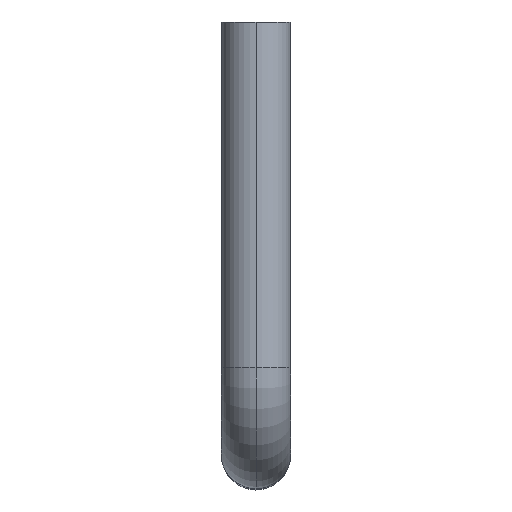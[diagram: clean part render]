
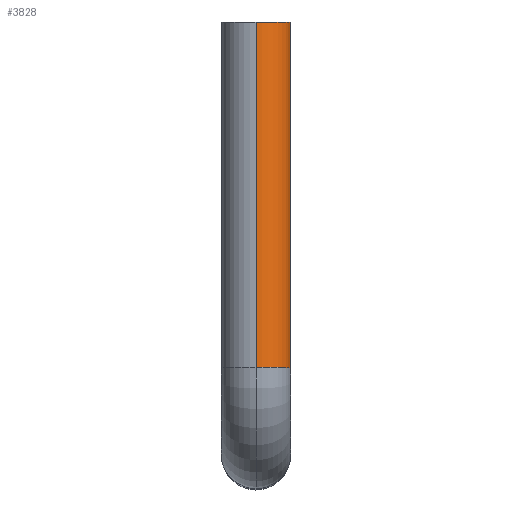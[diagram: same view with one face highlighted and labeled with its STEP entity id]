
A CAD part, top view. The second image highlights one B-rep face of the part: STEP entity #3828.
In plain terms, the highlighted cylindrical face has radius 6 mm (diameter 12 mm), a partial arc.
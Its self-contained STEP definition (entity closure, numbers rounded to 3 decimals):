
#415 = DIRECTION ( 'NONE',  ( 0., 1., 0. ) ) ;
#589 = VERTEX_POINT ( 'NONE', #4732 ) ;
#667 = AXIS2_PLACEMENT_3D ( 'NONE', #5836, #6851, #8979 ) ;
#711 = AXIS2_PLACEMENT_3D ( 'NONE', #8787, #2599, #6598 ) ;
#1291 = LINE ( 'NONE', #4419, #4154 ) ;
#2258 = LINE ( 'NONE', #13065, #12779 ) ;
#2589 = CARTESIAN_POINT ( 'NONE',  ( 0., 75., 155. ) ) ;
#2599 = DIRECTION ( 'NONE',  ( 0., -1., 0. ) ) ;
#2915 = DIRECTION ( 'NONE',  ( 0., -1., 0. ) ) ;
#2939 = VERTEX_POINT ( 'NONE', #8490 ) ;
#3035 = CARTESIAN_POINT ( 'NONE',  ( 0., 75., 149. ) ) ;
#3828 = ADVANCED_FACE ( 'NONE', ( #9960 ), #12029, .T. ) ;
#4154 = VECTOR ( 'NONE', #11538, 1000. ) ;
#4363 = EDGE_LOOP ( 'NONE', ( #11713, #11740, #10577, #11070 ) ) ;
#4419 = CARTESIAN_POINT ( 'NONE',  ( 0., 75., 149. ) ) ;
#4732 = CARTESIAN_POINT ( 'NONE',  ( 0., 75., 161. ) ) ;
#5540 = VERTEX_POINT ( 'NONE', #3035 ) ;
#5675 = VERTEX_POINT ( 'NONE', #12451 ) ;
#5717 = EDGE_CURVE ( 'NONE', #589, #5540, #9125, .T. ) ;
#5836 = CARTESIAN_POINT ( 'NONE',  ( 0., 15., 155. ) ) ;
#6598 = DIRECTION ( 'NONE',  ( 0., 0., -1. ) ) ;
#6851 = DIRECTION ( 'NONE',  ( 0., 1., 0. ) ) ;
#7559 = DIRECTION ( 'NONE',  ( 1., 0., 0. ) ) ;
#7619 = EDGE_CURVE ( 'NONE', #5540, #5675, #1291, .T. ) ;
#8490 = CARTESIAN_POINT ( 'NONE',  ( 0., 15., 161. ) ) ;
#8787 = CARTESIAN_POINT ( 'NONE',  ( 0., 75., 155. ) ) ;
#8979 = DIRECTION ( 'NONE',  ( 1., 0., 0. ) ) ;
#9125 = CIRCLE ( 'NONE', #10825, 6. ) ;
#9960 = FACE_OUTER_BOUND ( 'NONE', #4363, .T. ) ;
#9999 = EDGE_CURVE ( 'NONE', #589, #2939, #2258, .T. ) ;
#10577 = ORIENTED_EDGE ( 'NONE', *, *, #10904, .T. ) ;
#10825 = AXIS2_PLACEMENT_3D ( 'NONE', #2589, #415, #7559 ) ;
#10904 = EDGE_CURVE ( 'NONE', #2939, #5675, #11794, .T. ) ;
#11070 = ORIENTED_EDGE ( 'NONE', *, *, #7619, .F. ) ;
#11538 = DIRECTION ( 'NONE',  ( 0., -1., 0. ) ) ;
#11713 = ORIENTED_EDGE ( 'NONE', *, *, #5717, .F. ) ;
#11740 = ORIENTED_EDGE ( 'NONE', *, *, #9999, .T. ) ;
#11794 = CIRCLE ( 'NONE', #667, 6. ) ;
#12029 = CYLINDRICAL_SURFACE ( 'NONE', #711, 6. ) ;
#12451 = CARTESIAN_POINT ( 'NONE',  ( 0., 15., 149. ) ) ;
#12779 = VECTOR ( 'NONE', #2915, 1000. ) ;
#13065 = CARTESIAN_POINT ( 'NONE',  ( 0., 75., 161. ) ) ;
